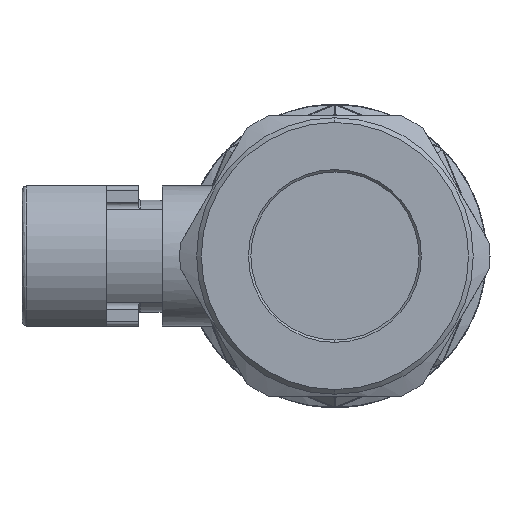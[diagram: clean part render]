
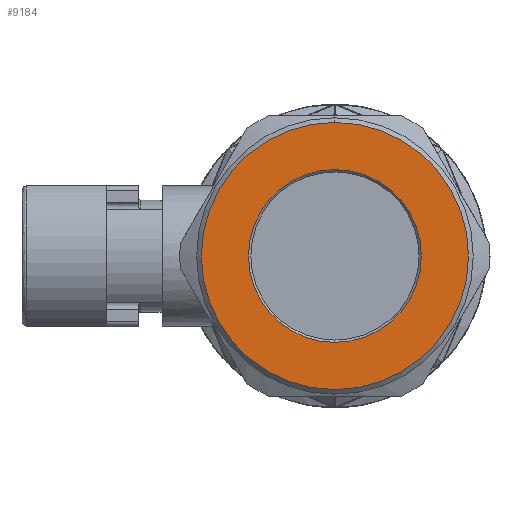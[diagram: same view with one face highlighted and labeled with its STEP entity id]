
A CAD part, left-side view. The second image highlights one B-rep face of the part: STEP entity #9184.
In plain terms, the highlighted planar face has unit normal (-1, 0, 0).
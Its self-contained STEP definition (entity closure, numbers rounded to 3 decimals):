
#4281 = AXIS2_PLACEMENT_3D ( 'NONE', #39151, #39150, #39149 ) ;
#6006 = DIRECTION ( 'NONE',  ( 0., 0., 1. ) ) ;
#6009 = DIRECTION ( 'NONE',  ( -1., 0., 0. ) ) ;
#6013 = CARTESIAN_POINT ( 'NONE',  ( -31.34, 1.278, 0. ) ) ;
#8409 = FACE_OUTER_BOUND ( 'NONE', #41299, .T. ) ;
#8413 = FACE_BOUND ( 'NONE', #40762, .T. ) ;
#9184 = ADVANCED_FACE ( 'NONE', ( #8413, #8409 ), #39177, .T. ) ;
#11141 = CIRCLE ( 'NONE', #12793, 14.3 ) ;
#12141 = AXIS2_PLACEMENT_3D ( 'NONE', #46777, #46778, #46779 ) ;
#12435 = AXIS2_PLACEMENT_3D ( 'NONE', #36599, #36600, #36601 ) ;
#12474 = AXIS2_PLACEMENT_3D ( 'NONE', #6013, #6009, #6006 ) ;
#12793 = AXIS2_PLACEMENT_3D ( 'NONE', #26582, #26583, #26584 ) ;
#13544 = EDGE_CURVE ( 'NONE', #19666, #19813, #14488, .T. ) ;
#14367 = EDGE_CURVE ( 'NONE', #19973, #19668, #15091, .T. ) ;
#14488 = CIRCLE ( 'NONE', #12474, 9.25 ) ;
#15091 = CIRCLE ( 'NONE', #12435, 14.3 ) ;
#18856 = EDGE_CURVE ( 'NONE', #19668, #19973, #11141, .T. ) ;
#19604 = EDGE_CURVE ( 'NONE', #19813, #19666, #45400, .T. ) ;
#19666 = VERTEX_POINT ( 'NONE', #46934 ) ;
#19668 = VERTEX_POINT ( 'NONE', #46923 ) ;
#19813 = VERTEX_POINT ( 'NONE', #47044 ) ;
#19973 = VERTEX_POINT ( 'NONE', #47163 ) ;
#23476 = ORIENTED_EDGE ( 'NONE', *, *, #13544, .F. ) ;
#23477 = ORIENTED_EDGE ( 'NONE', *, *, #19604, .F. ) ;
#23480 = ORIENTED_EDGE ( 'NONE', *, *, #14367, .T. ) ;
#23481 = ORIENTED_EDGE ( 'NONE', *, *, #18856, .T. ) ;
#26582 = CARTESIAN_POINT ( 'NONE',  ( -31.34, 1.278, 0. ) ) ;
#26583 = DIRECTION ( 'NONE',  ( -1., 0., 0. ) ) ;
#26584 = DIRECTION ( 'NONE',  ( 0., 0., -1. ) ) ;
#36599 = CARTESIAN_POINT ( 'NONE',  ( -31.34, 1.278, 0. ) ) ;
#36600 = DIRECTION ( 'NONE',  ( -1., 0., 0. ) ) ;
#36601 = DIRECTION ( 'NONE',  ( 0., 0., -1. ) ) ;
#39149 = DIRECTION ( 'NONE',  ( 0., 0., 1. ) ) ;
#39150 = DIRECTION ( 'NONE',  ( -1., 0., 0. ) ) ;
#39151 = CARTESIAN_POINT ( 'NONE',  ( -31.34, -13.194, -14.472 ) ) ;
#39177 = PLANE ( 'NONE',  #4281 ) ;
#40762 = EDGE_LOOP ( 'NONE', ( #23477, #23476 ) ) ;
#41299 = EDGE_LOOP ( 'NONE', ( #23481, #23480 ) ) ;
#45400 = CIRCLE ( 'NONE', #12141, 9.25 ) ;
#46777 = CARTESIAN_POINT ( 'NONE',  ( -31.34, 1.278, 0. ) ) ;
#46778 = DIRECTION ( 'NONE',  ( -1., 0., 0. ) ) ;
#46779 = DIRECTION ( 'NONE',  ( 0., 0., 1. ) ) ;
#46923 = CARTESIAN_POINT ( 'NONE',  ( -31.34, 1.278, -14.3 ) ) ;
#46934 = CARTESIAN_POINT ( 'NONE',  ( -31.34, 1.278, -9.25 ) ) ;
#47044 = CARTESIAN_POINT ( 'NONE',  ( -31.34, 1.278, 9.25 ) ) ;
#47163 = CARTESIAN_POINT ( 'NONE',  ( -31.34, 1.278, 14.3 ) ) ;
